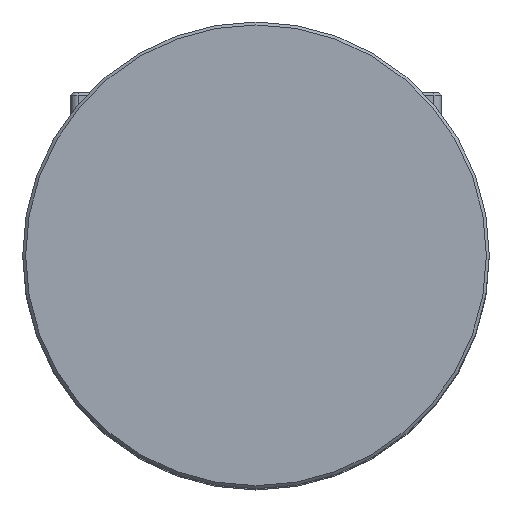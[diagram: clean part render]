
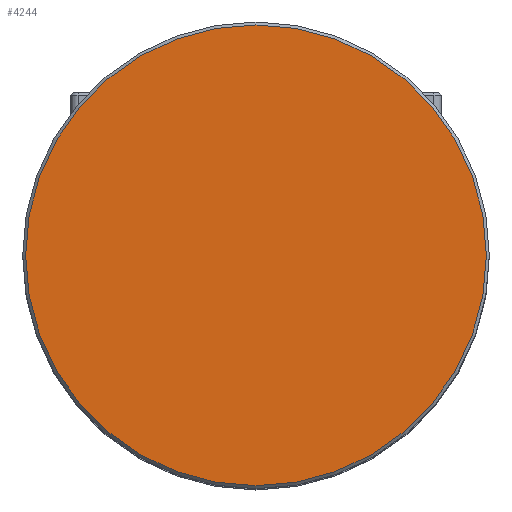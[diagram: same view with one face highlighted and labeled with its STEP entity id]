
A CAD part, top view. The second image highlights one B-rep face of the part: STEP entity #4244.
In plain terms, the highlighted planar face has unit normal (0, 0, 1).
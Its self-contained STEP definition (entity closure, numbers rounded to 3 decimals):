
#375=PLANE('',#4585);
#482=FACE_OUTER_BOUND('',#756,.T.);
#756=EDGE_LOOP('',(#2933));
#1688=CIRCLE('',#4584,31.1);
#1843=VERTEX_POINT('',#6016);
#2260=EDGE_CURVE('',#1843,#1843,#1688,.T.);
#2933=ORIENTED_EDGE('',*,*,#2260,.F.);
#4244=ADVANCED_FACE('',(#482),#375,.T.);
#4584=AXIS2_PLACEMENT_3D('',#6017,#4991,#4992);
#4585=AXIS2_PLACEMENT_3D('',#6019,#4994,#4995);
#4991=DIRECTION('center_axis',(0.,0.,-1.));
#4992=DIRECTION('ref_axis',(-1.,0.,0.));
#4994=DIRECTION('center_axis',(0.,0.,1.));
#4995=DIRECTION('ref_axis',(-1.,0.,0.));
#6016=CARTESIAN_POINT('',(31.1,0.,102.));
#6017=CARTESIAN_POINT('Origin',(0.,0.,102.));
#6019=CARTESIAN_POINT('Origin',(0.,0.,102.));
